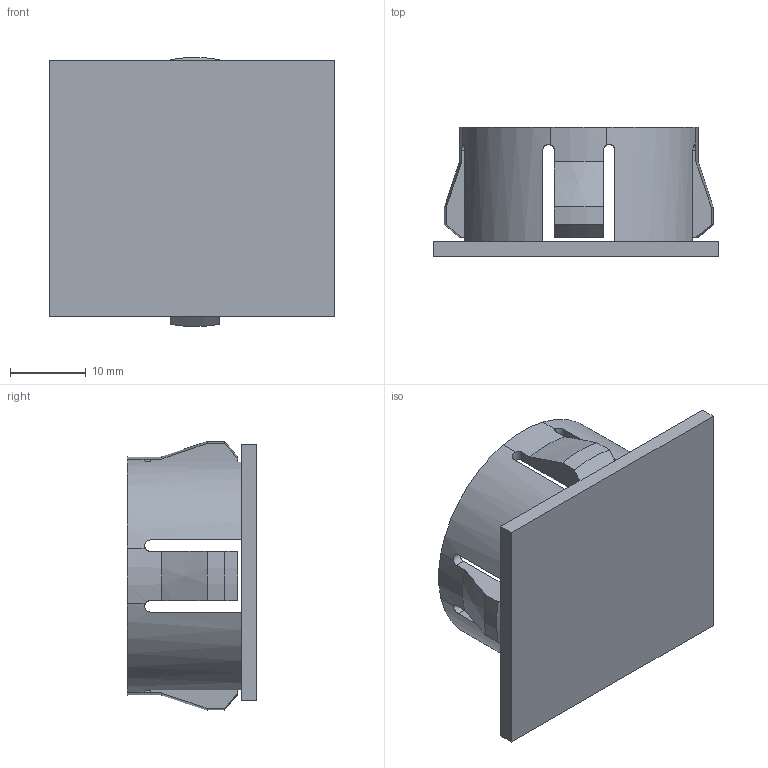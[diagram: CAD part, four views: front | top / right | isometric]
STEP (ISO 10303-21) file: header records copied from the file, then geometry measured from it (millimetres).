
FILE_DESCRIPTION(('FreeCAD Model'),'2;1');
FILE_NAME('Open CASCADE Shape Model','2024-08-03T14:38:03',(''),(''), 'Open CASCADE STEP processor 7.6','FreeCAD','Unknown');
FILE_SCHEMA(('AUTOMOTIVE_DESIGN { 1 0 10303 214 1 1 1 1 }'));
Length unit declared in the file: millimetre
Products named in the file (1): Body
Bounding box: 37.59 x 17 x 35.43 mm (x, y, z)
Volume: 4489.9 mm3; surface area: 5827.2 mm2
Topology: 1 solids, 1 shells, 70 faces, 200 edges, 128 vertices
Faces by surface type: plane 34, cylinder 28, cone 8
Entity records: 2634 total; most frequent: CARTESIAN_POINT 783, ORIENTED_EDGE 400, DIRECTION 370, EDGE_CURVE 200, AXIS2_PLACEMENT_3D 131, VERTEX_POINT 128, LINE 108, VECTOR 108
